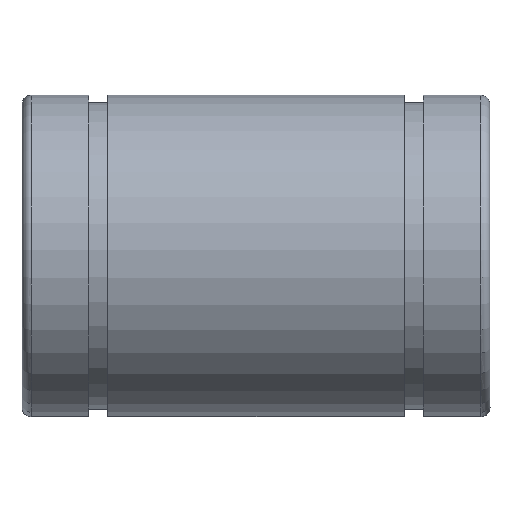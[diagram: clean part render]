
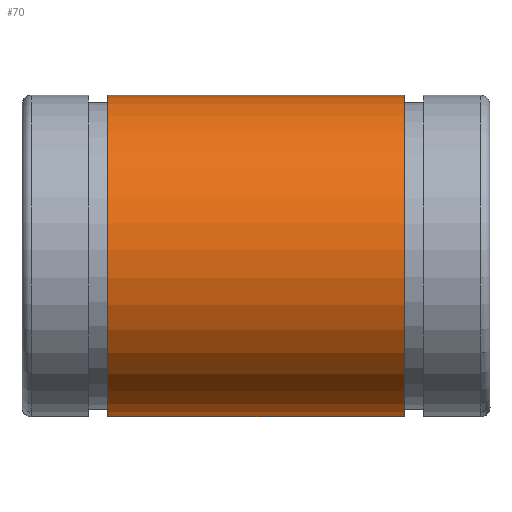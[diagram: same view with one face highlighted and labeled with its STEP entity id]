
A CAD part, top view. The second image highlights one B-rep face of the part: STEP entity #70.
In plain terms, the highlighted cylindrical face has radius 11 mm (diameter 22 mm), a partial arc.
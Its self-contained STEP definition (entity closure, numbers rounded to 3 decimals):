
#70 = ADVANCED_FACE( '', ( #137 ), #138, .T. );
#137 = FACE_OUTER_BOUND( '', #198, .T. );
#138 = CYLINDRICAL_SURFACE( '', #199, 11. );
#198 = EDGE_LOOP( '', ( #347, #348, #349, #350 ) );
#199 = AXIS2_PLACEMENT_3D( '', #351, #352, #353 );
#347 = ORIENTED_EDGE( '', *, *, #439, .F. );
#348 = ORIENTED_EDGE( '', *, *, #434, .T. );
#349 = ORIENTED_EDGE( '', *, *, #430, .T. );
#350 = ORIENTED_EDGE( '', *, *, #426, .T. );
#351 = CARTESIAN_POINT( '', ( 32., 0., 0. ) );
#352 = DIRECTION( '', ( -1., 0., 0. ) );
#353 = DIRECTION( '', ( 0., 0., -1. ) );
#426 = EDGE_CURVE( '', #521, #519, #522, .T. );
#430 = EDGE_CURVE( '', #526, #521, #527, .T. );
#434 = EDGE_CURVE( '', #531, #526, #532, .F. );
#439 = EDGE_CURVE( '', #531, #519, #537, .T. );
#519 = VERTEX_POINT( '', #671 );
#521 = VERTEX_POINT( '', #674 );
#522 = LINE( '', #675, #676 );
#526 = VERTEX_POINT( '', #682 );
#527 = CIRCLE( '', #683, 11. );
#531 = VERTEX_POINT( '', #689 );
#532 = LINE( '', #690, #691 );
#537 = CIRCLE( '', #703, 11. );
#671 = CARTESIAN_POINT( '', ( 26.15, -10.974, 0.75 ) );
#674 = CARTESIAN_POINT( '', ( 5.85, -10.974, 0.75 ) );
#675 = CARTESIAN_POINT( '', ( 32., -10.974, 0.75 ) );
#676 = VECTOR( '', #766, 1000. );
#682 = CARTESIAN_POINT( '', ( 5.85, -10.974, -0.75 ) );
#683 = AXIS2_PLACEMENT_3D( '', #769, #770, #771 );
#689 = CARTESIAN_POINT( '', ( 26.15, -10.974, -0.75 ) );
#690 = CARTESIAN_POINT( '', ( 32., -10.974, -0.75 ) );
#691 = VECTOR( '', #774, 1000. );
#703 = AXIS2_PLACEMENT_3D( '', #777, #778, #779 );
#766 = DIRECTION( '', ( 1., 0., 0. ) );
#769 = CARTESIAN_POINT( '', ( 5.85, 0., 0. ) );
#770 = DIRECTION( '', ( 1., 0., 0. ) );
#771 = DIRECTION( '', ( 0., 0., -1. ) );
#774 = DIRECTION( '', ( 1., 0., 0. ) );
#777 = CARTESIAN_POINT( '', ( 26.15, 0., 0. ) );
#778 = DIRECTION( '', ( 1., 0., 0. ) );
#779 = DIRECTION( '', ( 0., 0., -1. ) );
